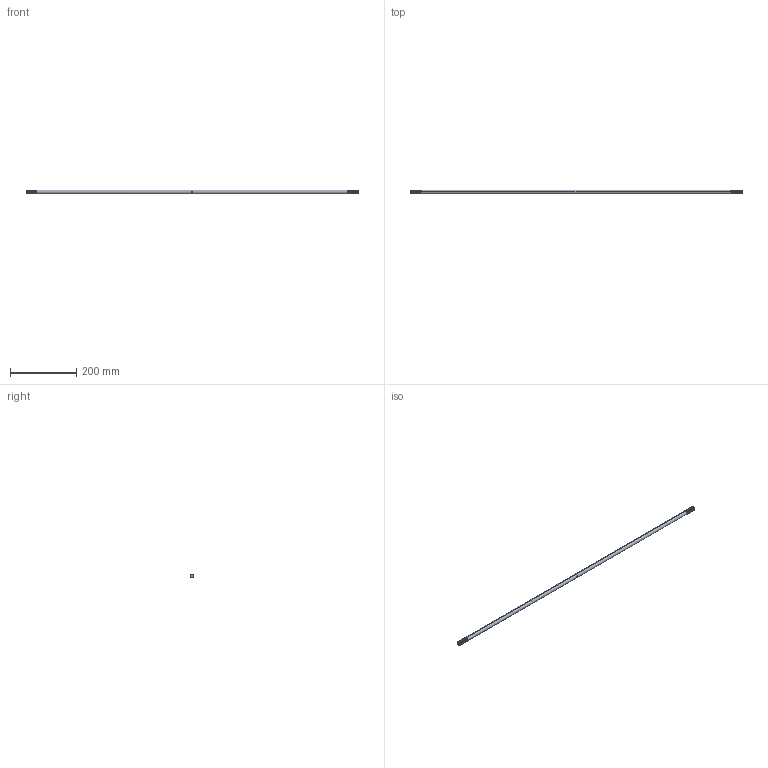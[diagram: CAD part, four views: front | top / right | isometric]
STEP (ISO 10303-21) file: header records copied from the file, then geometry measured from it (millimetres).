
FILE_DESCRIPTION (( 'STEP AP203' ), '1' );
FILE_NAME ('A_PR12-1000-M12.STEP', '2019-03-14T09:17:04', ( '' ), ( '' ), 'SwSTEP 2.0', 'SolidWorks 2018', '' );
FILE_SCHEMA (( 'CONFIG_CONTROL_DESIGN' ));
Length unit declared in the file: millimetre
Products named in the file (1): A_PR12-1000-M12
Bounding box: 1000 x 12 x 12 mm (x, y, z)
Volume: 112137 mm3; surface area: 39414.5 mm2
Topology: 1 solids, 1 shells, 92 faces, 264 edges, 174 vertices
Faces by surface type: cylinder 76, cone 6, plane 6, bspline 4
Entity records: 8085 total; most frequent: CARTESIAN_POINT 6097, ORIENTED_EDGE 528, DIRECTION 280, EDGE_CURVE 264, VERTEX_POINT 174, AXIS2_PLACEMENT_3D 97, EDGE_LOOP 94, FACE_OUTER_BOUND 92
